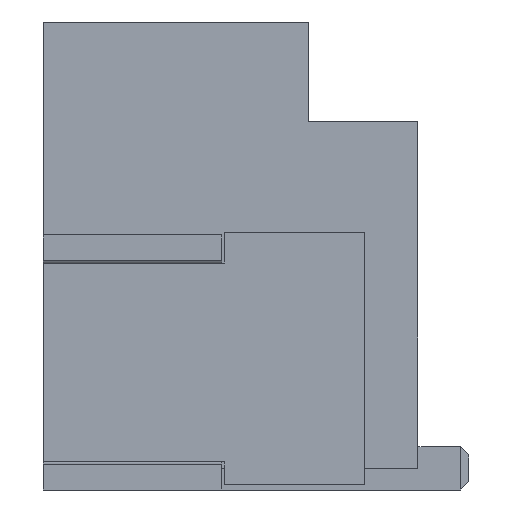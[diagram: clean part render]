
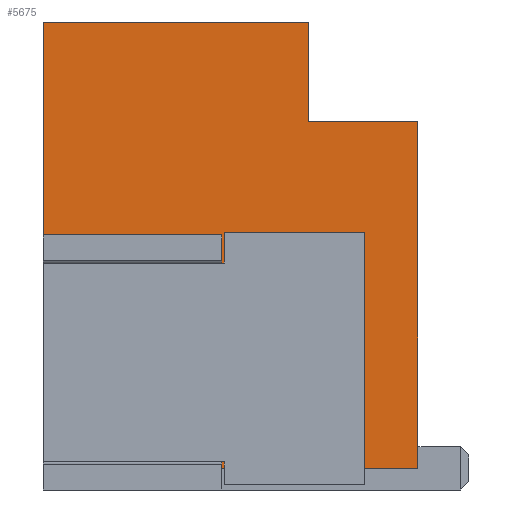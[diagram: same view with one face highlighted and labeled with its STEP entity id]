
A CAD part, left-side view. The second image highlights one B-rep face of the part: STEP entity #5675.
In plain terms, the highlighted planar face has unit normal (-1, 0, 0).
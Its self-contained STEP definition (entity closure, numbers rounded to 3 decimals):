
#648=ORIENTED_EDGE('',*,*,#2261,.F.);
#649=ORIENTED_EDGE('',*,*,#2179,.F.);
#650=ORIENTED_EDGE('',*,*,#2228,.F.);
#651=ORIENTED_EDGE('',*,*,#2254,.T.);
#652=ORIENTED_EDGE('',*,*,#2262,.T.);
#653=ORIENTED_EDGE('',*,*,#2217,.T.);
#654=ORIENTED_EDGE('',*,*,#2199,.T.);
#655=ORIENTED_EDGE('',*,*,#2181,.F.);
#656=ORIENTED_EDGE('',*,*,#2263,.T.);
#657=ORIENTED_EDGE('',*,*,#2264,.T.);
#2179=EDGE_CURVE('',#3004,#3005,#3568,.T.);
#2181=EDGE_CURVE('',#3006,#3007,#3570,.T.);
#2199=EDGE_CURVE('',#3023,#3007,#3588,.T.);
#2217=EDGE_CURVE('',#3040,#3023,#3606,.T.);
#2228=EDGE_CURVE('',#3050,#3004,#3617,.T.);
#2254=EDGE_CURVE('',#3050,#3069,#3643,.T.);
#2261=EDGE_CURVE('',#3005,#3073,#3650,.T.);
#2262=EDGE_CURVE('',#3069,#3040,#3651,.T.);
#2263=EDGE_CURVE('',#3006,#3074,#3652,.T.);
#2264=EDGE_CURVE('',#3074,#3073,#3653,.T.);
#3004=VERTEX_POINT('',#10012);
#3005=VERTEX_POINT('',#10014);
#3006=VERTEX_POINT('',#10016);
#3007=VERTEX_POINT('',#10018);
#3023=VERTEX_POINT('',#10055);
#3040=VERTEX_POINT('',#10093);
#3050=VERTEX_POINT('',#10114);
#3069=VERTEX_POINT('',#10162);
#3073=VERTEX_POINT('',#10177);
#3074=VERTEX_POINT('',#10180);
#3568=LINE('',#10013,#4127);
#3570=LINE('',#10017,#4129);
#3588=LINE('',#10054,#4147);
#3606=LINE('',#10092,#4165);
#3617=LINE('',#10115,#4176);
#3643=LINE('',#10163,#4202);
#3650=LINE('',#10176,#4209);
#3651=LINE('',#10178,#4210);
#3652=LINE('',#10179,#4211);
#3653=LINE('',#10181,#4212);
#4127=VECTOR('',#8762,1000.);
#4129=VECTOR('',#8764,1000.);
#4147=VECTOR('',#8788,1000.);
#4165=VECTOR('',#8812,1000.);
#4176=VECTOR('',#8825,1000.);
#4202=VECTOR('',#8857,1000.);
#4209=VECTOR('',#8870,1000.);
#4210=VECTOR('',#8871,1000.);
#4211=VECTOR('',#8872,1000.);
#4212=VECTOR('',#8873,1000.);
#4646=EDGE_LOOP('',(#648,#649,#650,#651,#652,#653,#654,#655,#656,#657));
#5013=FACE_BOUND('',#4646,.T.);
#5372=PLANE('',#8315);
#5675=ADVANCED_FACE('',(#5013),#5372,.T.);
#8315=AXIS2_PLACEMENT_3D('',#10175,#8868,#8869);
#8762=DIRECTION('',(0.,1.,0.));
#8764=DIRECTION('',(0.,1.,0.));
#8788=DIRECTION('',(0.,0.,-1.));
#8812=DIRECTION('',(0.,1.,0.));
#8825=DIRECTION('',(0.,0.,-1.));
#8857=DIRECTION('',(0.,1.,0.));
#8868=DIRECTION('',(-1.,0.,0.));
#8869=DIRECTION('',(0.,-1.,0.));
#8870=DIRECTION('',(0.,0.,1.));
#8871=DIRECTION('',(0.,0.,1.));
#8872=DIRECTION('',(0.,0.,1.));
#8873=DIRECTION('',(0.,-1.,0.));
#10012=CARTESIAN_POINT('',(-3.577,-1.384,0.216));
#10013=CARTESIAN_POINT('',(-3.577,-1.384,0.216));
#10014=CARTESIAN_POINT('',(-3.577,-0.851,0.216));
#10016=CARTESIAN_POINT('',(-3.577,0.546,0.216));
#10017=CARTESIAN_POINT('',(-3.577,-1.384,0.216));
#10018=CARTESIAN_POINT('',(-3.577,2.349,0.216));
#10054=CARTESIAN_POINT('',(-3.577,2.349,1.588));
#10055=CARTESIAN_POINT('',(-3.577,2.349,4.661));
#10092=CARTESIAN_POINT('',(-3.577,-1.384,4.661));
#10093=CARTESIAN_POINT('',(-3.577,-0.292,4.661));
#10114=CARTESIAN_POINT('',(-3.577,-1.384,3.67));
#10115=CARTESIAN_POINT('',(-3.577,-1.384,1.588));
#10162=CARTESIAN_POINT('',(-3.577,-0.292,3.67));
#10163=CARTESIAN_POINT('',(-3.577,-1.384,3.67));
#10175=CARTESIAN_POINT('',(-3.577,-1.384,1.588));
#10176=CARTESIAN_POINT('',(-3.577,-0.851,0.055));
#10177=CARTESIAN_POINT('',(-3.577,-0.851,2.569));
#10178=CARTESIAN_POINT('',(-3.577,-0.292,3.67));
#10179=CARTESIAN_POINT('',(-3.577,0.546,0.055));
#10180=CARTESIAN_POINT('',(-3.577,0.546,2.569));
#10181=CARTESIAN_POINT('',(-3.577,0.546,2.569));
